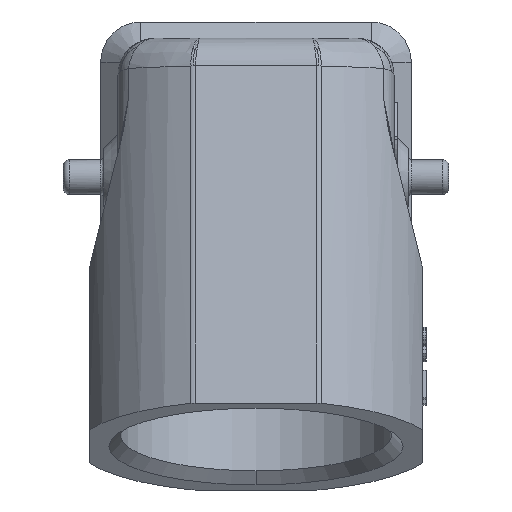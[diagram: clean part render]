
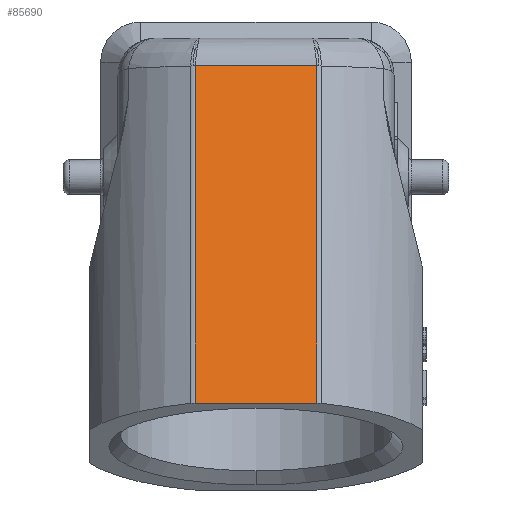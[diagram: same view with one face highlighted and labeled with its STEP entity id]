
A CAD part, top view. The second image highlights one B-rep face of the part: STEP entity #85690.
In plain terms, the highlighted planar face has unit normal (0, 0.259, 0.966).
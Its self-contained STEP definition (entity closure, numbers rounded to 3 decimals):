
#13520=CARTESIAN_POINT('',(37.174,20.612,
62.156));
#13530=VERTEX_POINT('',#13520);
#13560=CARTESIAN_POINT('',(0.,20.612,62.156));
#13570=DIRECTION('',(1.,0.,0.));
#13580=VECTOR('',#13570,1.);
#13590=LINE('',#13560,#13580);
#13600=CARTESIAN_POINT('',(47.757,20.612,
62.156));
#13610=VERTEX_POINT('',#13600);
#13620=EDGE_CURVE('',#13530,#13610,#13590,.T.);
#26100=CARTESIAN_POINT('',(0.,49.987,54.285));
#26110=DIRECTION('',(1.,0.,0.));
#26120=VECTOR('',#26110,1.);
#26130=LINE('',#26100,#26120);
#26140=CARTESIAN_POINT('',(37.174,49.987,
54.285));
#26150=VERTEX_POINT('',#26140);
#26160=CARTESIAN_POINT('',(47.757,49.987,
54.285));
#26170=VERTEX_POINT('',#26160);
#26180=EDGE_CURVE('',#26150,#26170,#26130,.T.);
#85480=CARTESIAN_POINT('',(27.966,20.612,62.156))
;
#85490=DIRECTION('',(-0.,-0.259,-0.966));
#85500=DIRECTION('',(-1.,0.,0.));
#85510=AXIS2_PLACEMENT_3D('',#85480,#85490,#85500);
#85520=PLANE('',#85510);
#85530=ORIENTED_EDGE('',*,*,#13620,.T.);
#85540=CARTESIAN_POINT('',(37.174,20.612,
62.156));
#85550=DIRECTION('',(0.,-0.966,0.259));
#85560=VECTOR('',#85550,1.);
#85570=LINE('',#85540,#85560);
#85580=EDGE_CURVE('',#26150,#13530,#85570,.T.);
#85590=ORIENTED_EDGE('',*,*,#85580,.T.);
#85600=ORIENTED_EDGE('',*,*,#26180,.F.);
#85610=CARTESIAN_POINT('',(47.757,20.612,
62.156));
#85620=DIRECTION('',(0.,-0.966,0.259));
#85630=VECTOR('',#85620,1.);
#85640=LINE('',#85610,#85630);
#85650=EDGE_CURVE('',#26170,#13610,#85640,.T.);
#85660=ORIENTED_EDGE('',*,*,#85650,.F.);
#85670=EDGE_LOOP('',(#85660,#85600,#85590,#85530));
#85680=FACE_OUTER_BOUND('',#85670,.T.);
#85690=ADVANCED_FACE('',(#85680),#85520,.F.);
